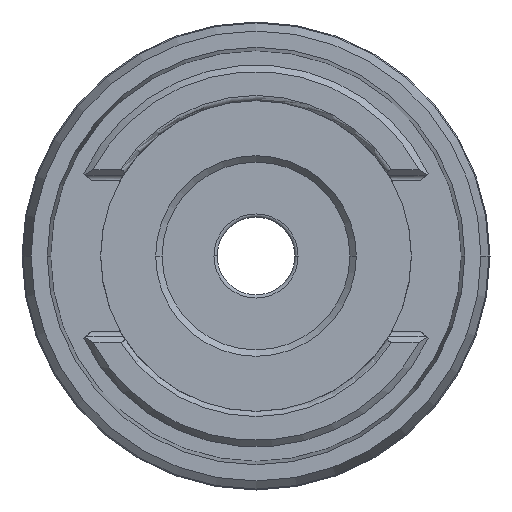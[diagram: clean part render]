
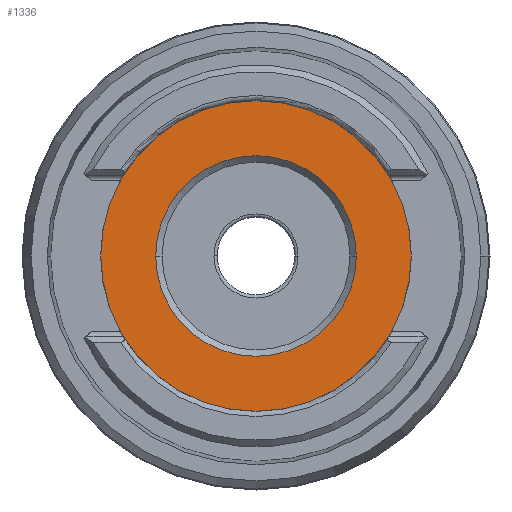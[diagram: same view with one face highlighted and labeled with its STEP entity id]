
A CAD part, front view. The second image highlights one B-rep face of the part: STEP entity #1336.
In plain terms, the highlighted planar face has unit normal (0, -1, 0).
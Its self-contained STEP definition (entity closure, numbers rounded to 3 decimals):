
#2=CARTESIAN_POINT('',(0.,63.,0.));
#3=DIRECTION('',(0.,-1.,0.));
#4=DIRECTION('',(1.,0.,0.));
#5=AXIS2_PLACEMENT_3D('',#2,#3,#4);
#7=CARTESIAN_POINT('',(0.,63.,0.));
#8=DIRECTION('',(0.,-1.,0.));
#9=DIRECTION('',(-1.,0.,0.));
#10=AXIS2_PLACEMENT_3D('',#7,#8,#9);
#733=CARTESIAN_POINT('',(0.,63.,0.));
#734=DIRECTION('',(0.,1.,0.));
#735=DIRECTION('',(1.,0.,0.));
#736=AXIS2_PLACEMENT_3D('',#733,#734,#735);
#751=CARTESIAN_POINT('',(0.,63.,0.));
#752=DIRECTION('',(0.,1.,0.));
#753=DIRECTION('',(-1.,0.,0.));
#754=AXIS2_PLACEMENT_3D('',#751,#752,#753);
#1173=CARTESIAN_POINT('',(-15.5,63.,0.));
#1174=CARTESIAN_POINT('',(15.5,63.,0.));
#1175=VERTEX_POINT('',#1173);
#1176=VERTEX_POINT('',#1174);
#1297=CARTESIAN_POINT('',(24.,63.,0.));
#1298=CARTESIAN_POINT('',(-24.,63.,0.));
#1299=VERTEX_POINT('',#1297);
#1300=VERTEX_POINT('',#1298);
#1319=CARTESIAN_POINT('',(0.,63.,0.));
#1320=DIRECTION('',(0.,-1.,0.));
#1321=DIRECTION('',(1.,0.,0.));
#1322=AXIS2_PLACEMENT_3D('',#1319,#1320,#1321);
#1323=PLANE('',#1322);
#1325=ORIENTED_EDGE('',*,*,#1324,.F.);
#1327=ORIENTED_EDGE('',*,*,#1326,.F.);
#1328=EDGE_LOOP('',(#1325,#1327));
#1329=FACE_OUTER_BOUND('',#1328,.F.);
#1331=ORIENTED_EDGE('',*,*,#1330,.F.);
#1333=ORIENTED_EDGE('',*,*,#1332,.F.);
#1334=EDGE_LOOP('',(#1331,#1333));
#1335=FACE_BOUND('',#1334,.F.);
#1336=ADVANCED_FACE('',(#1329,#1335),#1323,.T.);
#6=CIRCLE('',#5,24.);
#11=CIRCLE('',#10,24.);
#737=CIRCLE('',#736,15.5);
#755=CIRCLE('',#754,15.5);
#1324=EDGE_CURVE('',#1299,#1300,#6,.T.);
#1326=EDGE_CURVE('',#1300,#1299,#11,.T.);
#1330=EDGE_CURVE('',#1175,#1176,#755,.T.);
#1332=EDGE_CURVE('',#1176,#1175,#737,.T.);
